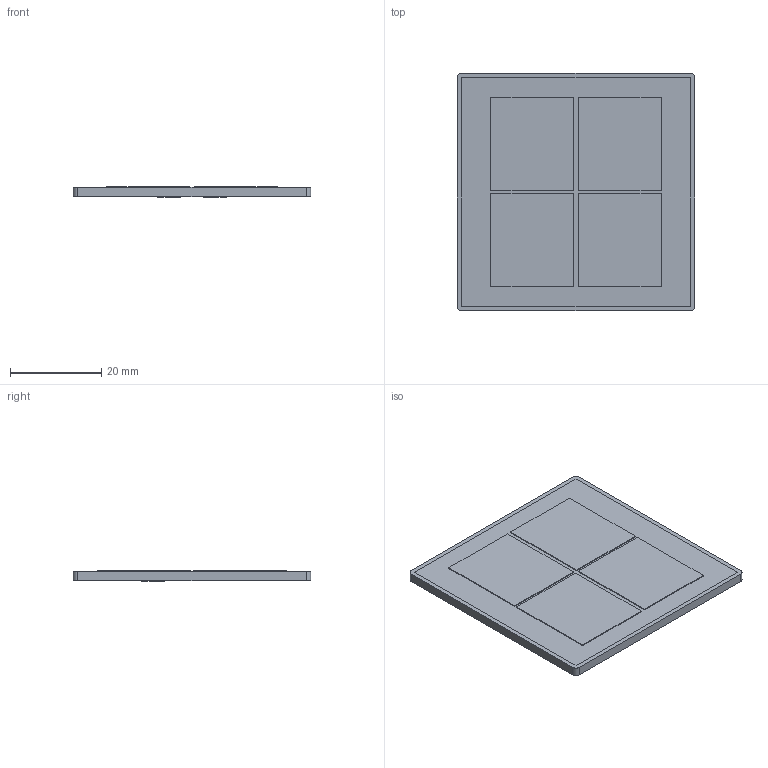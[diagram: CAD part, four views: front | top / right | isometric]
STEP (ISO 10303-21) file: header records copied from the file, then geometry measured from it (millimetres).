
FILE_DESCRIPTION(/* description */ (''),/* implementation_level */ '2;1');
FILE_NAME(/* name */ 'P121 R1H.stp',/* time_stamp */ '2020-07-16T17:30:04-07:00',/* author */ ('splic'),/* organization */ (''),/* preprocessor_version */ 'ST-DEVELOPER v18.1',/* originating_system */ 'Autodesk Inventor 2021',/* authorisation */ '');
FILE_SCHEMA (('AUTOMOTIVE_DESIGN { 1 0 10303 214 3 1 1 }'));
Length unit declared in the file: millimetre
Products named in the file (1): P120v
Bounding box: 52 x 52 x 2.4 mm (x, y, z)
Volume: 5712.9 mm3; surface area: 9755.1 mm2
Topology: 8 solids, 8 shells, 56 faces, 120 edges, 80 vertices
Faces by surface type: plane 52, cylinder 4
Entity records: 1539 total; most frequent: CARTESIAN_POINT 257, DIRECTION 242, ORIENTED_EDGE 240, EDGE_CURVE 120, LINE 112, VECTOR 112, VERTEX_POINT 80, AXIS2_PLACEMENT_3D 65
